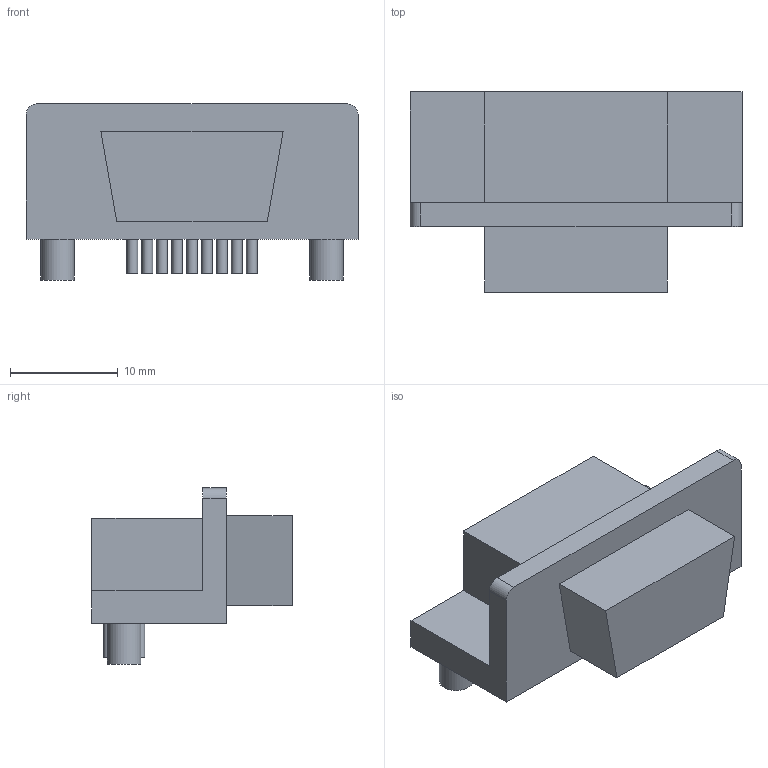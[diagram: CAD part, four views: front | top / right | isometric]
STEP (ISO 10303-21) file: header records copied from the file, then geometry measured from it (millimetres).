
FILE_DESCRIPTION(/* description */ (''),/* implementation_level */ '2;1');
FILE_NAME(/* name */ 'DE-09 Male PCB.step',/* time_stamp */ '2021-09-25T22:16:45-04:00',/* author */ (''),/* organization */ (''),/* preprocessor_version */ 'ST-DEVELOPER v18.1',/* originating_system */ 'Autodesk Translation Framework v10.10.0.1391',/* authorisation */ '');
FILE_SCHEMA (('AUTOMOTIVE_DESIGN { 1 0 10303 214 3 1 1 }'));
Length unit declared in the file: millimetre
Products named in the file (2): DE-09 Male PCB; DE-09 Male
Assembly tree (1 placements, depth 2):
  DE-09 Male PCB
    DE-09 Male
Bounding box: 30.81 x 18.6 x 16.35 mm (x, y, z)
Volume: 3851.3 mm3; surface area: 2253.4 mm2
Topology: 1 solids, 1 shells, 41 faces, 81 edges, 54 vertices
Faces by surface type: plane 28, cylinder 13
Full cylindrical faces by diameter (mm): 1 x9, 3.1 x2
Entity records: 1114 total; most frequent: DIRECTION 195, CARTESIAN_POINT 179, ORIENTED_EDGE 162, EDGE_CURVE 81, AXIS2_PLACEMENT_3D 70, LINE 55, VECTOR 55, VERTEX_POINT 54
